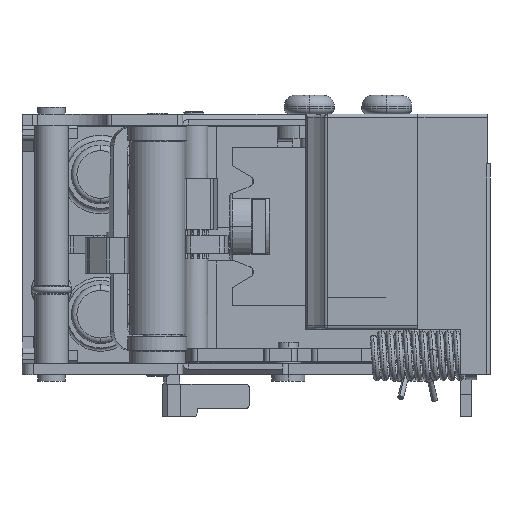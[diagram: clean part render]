
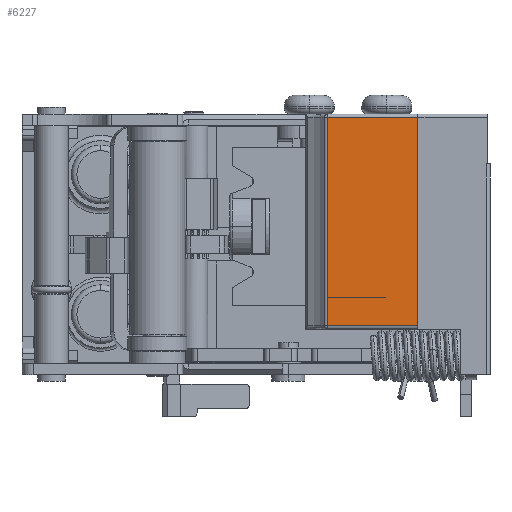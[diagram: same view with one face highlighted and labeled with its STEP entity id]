
A CAD part, front view. The second image highlights one B-rep face of the part: STEP entity #6227.
In plain terms, the highlighted planar face has unit normal (0, -1, 0).
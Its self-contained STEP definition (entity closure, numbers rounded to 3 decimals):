
#554=PLANE('',#20288);
#1129=FACE_OUTER_BOUND('',#7221,.T.);
#2372=LINE('',#30004,#4521);
#2373=LINE('',#30006,#4522);
#2374=LINE('',#30008,#4523);
#2375=LINE('',#30010,#4524);
#4521=VECTOR('',#22963,1.);
#4522=VECTOR('',#22966,1.);
#4523=VECTOR('',#22967,1.);
#4524=VECTOR('',#22968,1.);
#6227=ADVANCED_FACE('',(#1129),#554,.F.);
#7221=EDGE_LOOP('',(#9958,#9959,#9960,#9961));
#9958=ORIENTED_EDGE('',*,*,#17330,.T.);
#9959=ORIENTED_EDGE('',*,*,#17331,.T.);
#9960=ORIENTED_EDGE('',*,*,#17332,.T.);
#9961=ORIENTED_EDGE('',*,*,#17329,.T.);
#14890=VERTEX_POINT('',#30001);
#14891=VERTEX_POINT('',#30003);
#14892=VERTEX_POINT('',#30007);
#14893=VERTEX_POINT('',#30009);
#17329=EDGE_CURVE('',#14890,#14891,#2372,.T.);
#17330=EDGE_CURVE('',#14891,#14892,#2373,.T.);
#17331=EDGE_CURVE('',#14892,#14893,#2374,.T.);
#17332=EDGE_CURVE('',#14893,#14890,#2375,.T.);
#20288=AXIS2_PLACEMENT_3D('',#30011,#22969,#22970);
#22963=DIRECTION('',(0.,0.,-1.));
#22966=DIRECTION('',(1.,0.,0.));
#22967=DIRECTION('',(0.,0.,1.));
#22968=DIRECTION('',(-1.,0.,0.));
#22969=DIRECTION('',(0.,1.,0.));
#22970=DIRECTION('',(0.,0.,1.));
#30001=CARTESIAN_POINT('',(5.511,-10.95,11.45));
#30003=CARTESIAN_POINT('',(5.511,-10.95,-7.35));
#30004=CARTESIAN_POINT('',(5.511,-10.95,11.45));
#30006=CARTESIAN_POINT('',(5.511,-10.95,-7.35));
#30007=CARTESIAN_POINT('',(13.7,-10.95,-7.35));
#30008=CARTESIAN_POINT('',(13.7,-10.95,-7.35));
#30009=CARTESIAN_POINT('',(13.7,-10.95,11.45));
#30010=CARTESIAN_POINT('',(13.7,-10.95,11.45));
#30011=CARTESIAN_POINT('',(19.,-10.95,0.));
